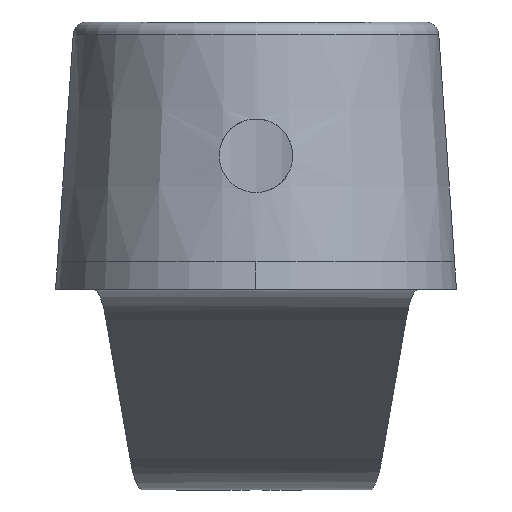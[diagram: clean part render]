
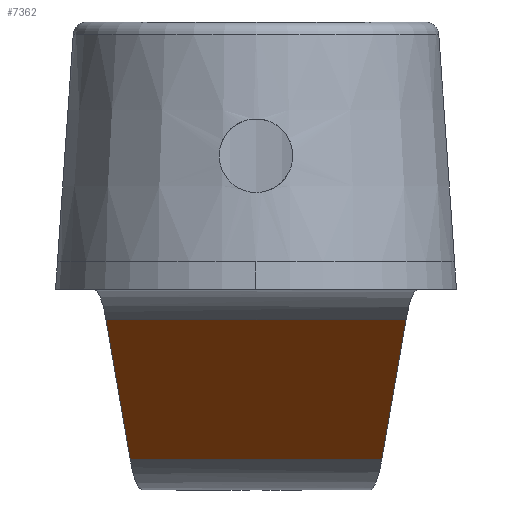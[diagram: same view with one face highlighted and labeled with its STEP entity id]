
A CAD part, left-side view. The second image highlights one B-rep face of the part: STEP entity #7362.
In plain terms, the highlighted planar face has unit normal (-0.632, 0, -0.775).
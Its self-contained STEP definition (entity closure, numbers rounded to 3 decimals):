
#3532 = CYLINDRICAL_SURFACE('',#3533,20.);
#3533 = AXIS2_PLACEMENT_3D('',#3534,#3535,#3536);
#3534 = CARTESIAN_POINT('',(93.877,40.,20.));
#3535 = DIRECTION('',(0.,1.,0.));
#3536 = DIRECTION('',(1.,0.,0.));
#4961 = VERTEX_POINT('',#4962);
#4962 = CARTESIAN_POINT('',(81.229,-18.813,
    4.507));
#5008 = VERTEX_POINT('',#5009);
#5009 = CARTESIAN_POINT('',(81.229,18.813,
    4.507));
#5053 = EDGE_CURVE('',#5008,#4961,#5054,.T.);
#5054 = SURFACE_CURVE('',#5055,(#5059,#5066),.PCURVE_S1.);
#5055 = LINE('',#5056,#5057);
#5056 = CARTESIAN_POINT('',(81.229,40.,4.507));
#5057 = VECTOR('',#5058,1.);
#5058 = DIRECTION('',(0.,-1.,0.));
#5059 = PCURVE('',#3532,#5060);
#5060 = DEFINITIONAL_REPRESENTATION('',(#5061),#5065);
#5061 = LINE('',#5062,#5063);
#5062 = CARTESIAN_POINT('',(-4.028,0.));
#5063 = VECTOR('',#5064,1.);
#5064 = DIRECTION('',(-0.,-1.));
#5065 = ( GEOMETRIC_REPRESENTATION_CONTEXT(2) 
PARAMETRIC_REPRESENTATION_CONTEXT() REPRESENTATION_CONTEXT('2D SPACE',''
  ) );
#5066 = PCURVE('',#5067,#5072);
#5067 = PLANE('',#5068);
#5068 = AXIS2_PLACEMENT_3D('',#5069,#5070,#5071);
#5069 = CARTESIAN_POINT('',(81.229,40.,4.507));
#5070 = DIRECTION('',(-0.632,0.,
    -0.775));
#5071 = DIRECTION('',(-0.775,0.,0.632)
  );
#5072 = DEFINITIONAL_REPRESENTATION('',(#5073),#5077);
#5073 = LINE('',#5074,#5075);
#5074 = CARTESIAN_POINT('',(0.,0.));
#5075 = VECTOR('',#5076,1.);
#5076 = DIRECTION('',(0.,-1.));
#5077 = ( GEOMETRIC_REPRESENTATION_CONTEXT(2) 
PARAMETRIC_REPRESENTATION_CONTEXT() REPRESENTATION_CONTEXT('2D SPACE',''
  ) );
#5097 = PLANE('',#5098);
#5098 = AXIS2_PLACEMENT_3D('',#5099,#5100,#5101);
#5099 = CARTESIAN_POINT('',(110.805,-13.219,
    5.92));
#5100 = DIRECTION('',(-0.183,0.982,-0.054
    ));
#5101 = DIRECTION('',(-0.611,-0.157,-0.776));
#6600 = PLANE('',#6601);
#6601 = AXIS2_PLACEMENT_3D('',#6602,#6603,#6604);
#6602 = CARTESIAN_POINT('',(70.389,18.933,
    38.912));
#6603 = DIRECTION('',(-0.183,-0.982,
    -0.054));
#6604 = DIRECTION('',(-0.611,0.157,-0.776));
#7362 = ADVANCED_FACE('',(#7363),#5067,.T.);
#7363 = FACE_BOUND('',#7364,.T.);
#7364 = EDGE_LOOP('',(#7365,#7388,#7389,#7412));
#7365 = ORIENTED_EDGE('',*,*,#7366,.T.);
#7366 = EDGE_CURVE('',#7367,#5008,#7369,.T.);
#7367 = VERTEX_POINT('',#7368);
#7368 = CARTESIAN_POINT('',(55.521,22.448,
    25.493));
#7369 = SURFACE_CURVE('',#7370,(#7374,#7381),.PCURVE_S1.);
#7370 = LINE('',#7371,#7372);
#7371 = CARTESIAN_POINT('',(58.137,22.078,
    23.358));
#7372 = VECTOR('',#7373,1.);
#7373 = DIRECTION('',(0.77,-0.109,-0.629));
#7374 = PCURVE('',#5067,#7375);
#7375 = DEFINITIONAL_REPRESENTATION('',(#7376),#7380);
#7376 = LINE('',#7377,#7378);
#7377 = CARTESIAN_POINT('',(29.81,-17.922));
#7378 = VECTOR('',#7379,1.);
#7379 = DIRECTION('',(-0.994,-0.109));
#7380 = ( GEOMETRIC_REPRESENTATION_CONTEXT(2) 
PARAMETRIC_REPRESENTATION_CONTEXT() REPRESENTATION_CONTEXT('2D SPACE',''
  ) );
#7381 = PCURVE('',#6600,#7382);
#7382 = DEFINITIONAL_REPRESENTATION('',(#7383),#7387);
#7383 = LINE('',#7384,#7385);
#7384 = CARTESIAN_POINT('',(20.049,0.));
#7385 = VECTOR('',#7386,1.);
#7386 = DIRECTION('',(0.,1.));
#7387 = ( GEOMETRIC_REPRESENTATION_CONTEXT(2) 
PARAMETRIC_REPRESENTATION_CONTEXT() REPRESENTATION_CONTEXT('2D SPACE',''
  ) );
#7388 = ORIENTED_EDGE('',*,*,#5053,.T.);
#7389 = ORIENTED_EDGE('',*,*,#7390,.T.);
#7390 = EDGE_CURVE('',#4961,#7391,#7393,.T.);
#7391 = VERTEX_POINT('',#7392);
#7392 = CARTESIAN_POINT('',(55.521,-22.448,
    25.493));
#7393 = SURFACE_CURVE('',#7394,(#7398,#7405),.PCURVE_S1.);
#7394 = LINE('',#7395,#7396);
#7395 = CARTESIAN_POINT('',(98.552,-16.364,
    -9.634));
#7396 = VECTOR('',#7397,1.);
#7397 = DIRECTION('',(-0.77,-0.109,0.629));
#7398 = PCURVE('',#5067,#7399);
#7399 = DEFINITIONAL_REPRESENTATION('',(#7400),#7404);
#7400 = LINE('',#7401,#7402);
#7401 = CARTESIAN_POINT('',(-22.362,-56.364));
#7402 = VECTOR('',#7403,1.);
#7403 = DIRECTION('',(0.994,-0.109));
#7404 = ( GEOMETRIC_REPRESENTATION_CONTEXT(2) 
PARAMETRIC_REPRESENTATION_CONTEXT() REPRESENTATION_CONTEXT('2D SPACE',''
  ) );
#7405 = PCURVE('',#5097,#7406);
#7406 = DEFINITIONAL_REPRESENTATION('',(#7407),#7411);
#7407 = LINE('',#7408,#7409);
#7408 = CARTESIAN_POINT('',(20.049,0.));
#7409 = VECTOR('',#7410,1.);
#7410 = DIRECTION('',(0.,1.));
#7411 = ( GEOMETRIC_REPRESENTATION_CONTEXT(2) 
PARAMETRIC_REPRESENTATION_CONTEXT() REPRESENTATION_CONTEXT('2D SPACE',''
  ) );
#7412 = ORIENTED_EDGE('',*,*,#7413,.F.);
#7413 = EDGE_CURVE('',#7367,#7391,#7414,.T.);
#7414 = SURFACE_CURVE('',#7415,(#7419,#7426),.PCURVE_S1.);
#7415 = LINE('',#7416,#7417);
#7416 = CARTESIAN_POINT('',(55.521,40.,25.493));
#7417 = VECTOR('',#7418,1.);
#7418 = DIRECTION('',(0.,-1.,0.));
#7419 = PCURVE('',#5067,#7420);
#7420 = DEFINITIONAL_REPRESENTATION('',(#7421),#7425);
#7421 = LINE('',#7422,#7423);
#7422 = CARTESIAN_POINT('',(33.187,0.));
#7423 = VECTOR('',#7424,1.);
#7424 = DIRECTION('',(0.,-1.));
#7425 = ( GEOMETRIC_REPRESENTATION_CONTEXT(2) 
PARAMETRIC_REPRESENTATION_CONTEXT() REPRESENTATION_CONTEXT('2D SPACE',''
  ) );
#7426 = PCURVE('',#7427,#7432);
#7427 = CYLINDRICAL_SURFACE('',#7428,20.);
#7428 = AXIS2_PLACEMENT_3D('',#7429,#7430,#7431);
#7429 = CARTESIAN_POINT('',(42.873,40.,10.));
#7430 = DIRECTION('',(0.,1.,0.));
#7431 = DIRECTION('',(1.,0.,0.));
#7432 = DEFINITIONAL_REPRESENTATION('',(#7433),#7437);
#7433 = LINE('',#7434,#7435);
#7434 = CARTESIAN_POINT('',(-0.886,0.));
#7435 = VECTOR('',#7436,1.);
#7436 = DIRECTION('',(0.,-1.));
#7437 = ( GEOMETRIC_REPRESENTATION_CONTEXT(2) 
PARAMETRIC_REPRESENTATION_CONTEXT() REPRESENTATION_CONTEXT('2D SPACE',''
  ) );
